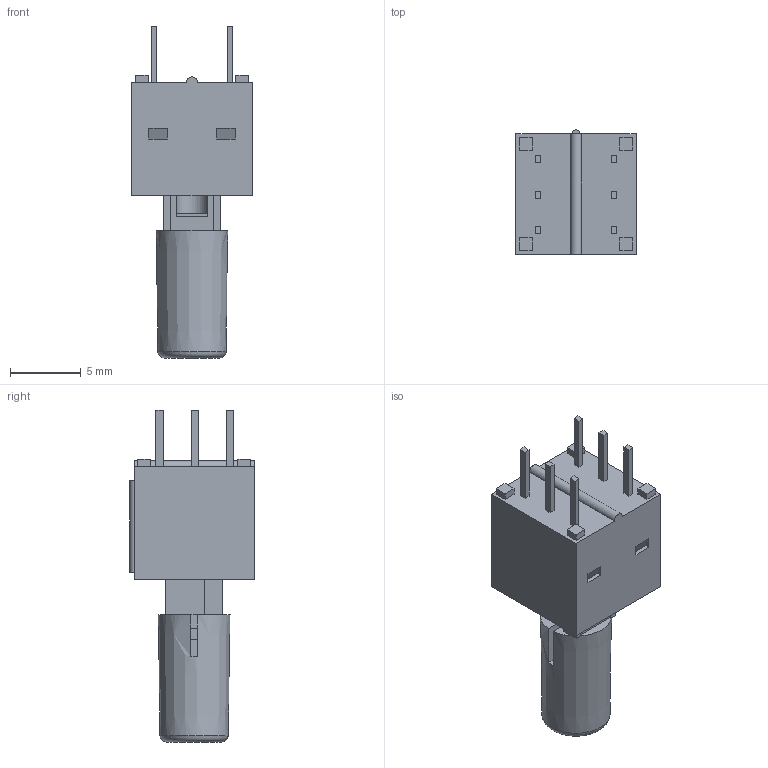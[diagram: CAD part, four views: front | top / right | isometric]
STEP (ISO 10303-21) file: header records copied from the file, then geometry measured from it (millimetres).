
FILE_DESCRIPTION((' '),'2;1');
FILE_NAME('TL2201xxZ1Rxxx.stp','2017-07-26T16:35:00',(' '),(' '),' ','ACIS',' ');
FILE_SCHEMA(('CONFIG_CONTROL_DESIGN'));
Length unit declared in the file: inch
Products named in the file (1): TL2201xxZ1Rxxx.stp
Bounding box: 8.5 x 8.8 x 23.5 mm (x, y, z)
Volume: 516 mm3; surface area: 1332 mm2
Topology: 1 solids, 1 shells, 242 faces, 660 edges, 432 vertices
Faces by surface type: plane 231, cylinder 9, torus 1, cone 1
Entity records: 7593 total; most frequent: CARTESIAN_POINT 1329, ORIENTED_EDGE 1312, DIRECTION 1174, EDGE_CURVE 656, VECTOR 624, LINE 624, VERTEX_POINT 430, AXIS2_PLACEMENT_3D 275
